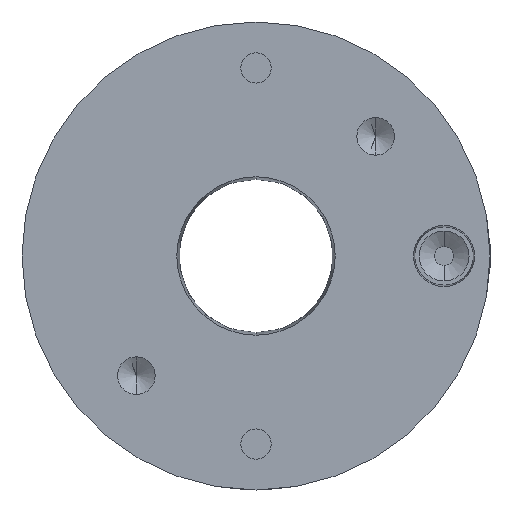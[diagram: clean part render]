
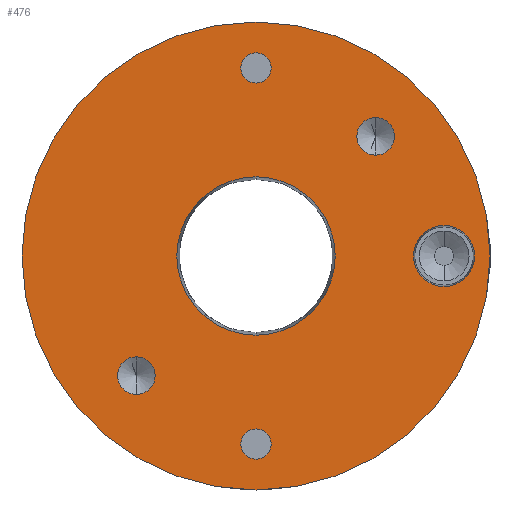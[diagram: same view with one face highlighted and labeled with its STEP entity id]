
A CAD part, front view. The second image highlights one B-rep face of the part: STEP entity #476.
In plain terms, the highlighted planar face has unit normal (0, -1, 0).
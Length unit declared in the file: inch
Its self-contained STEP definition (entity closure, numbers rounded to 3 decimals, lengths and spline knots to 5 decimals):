
#6 = DIRECTION ( 'NONE',  ( 0., -1., 0. ) ) ;
#29 = DIRECTION ( 'NONE',  ( 0., 0., -1. ) ) ;
#55 = CARTESIAN_POINT ( 'NONE',  ( 0.7955, -1.1875, 0.7955 ) ) ;
#111 = CARTESIAN_POINT ( 'NONE',  ( 0., -1.1875, 1.25 ) ) ;
#119 = DIRECTION ( 'NONE',  ( 0., -1., 0. ) ) ;
#170 = EDGE_CURVE ( 'NONE', #1146, #1612, #3689, .T. ) ;
#192 = CARTESIAN_POINT ( 'NONE',  ( 1.25, -1.1875, -0.2025 ) ) ;
#200 = AXIS2_PLACEMENT_3D ( 'NONE', #2193, #119, #3021 ) ;
#314 = ORIENTED_EDGE ( 'NONE', *, *, #4121, .F. ) ;
#331 = CARTESIAN_POINT ( 'NONE',  ( 0., -1.1875, -1.25 ) ) ;
#372 = DIRECTION ( 'NONE',  ( 0., 0., -1. ) ) ;
#399 = EDGE_CURVE ( 'NONE', #1612, #1146, #1976, .T. ) ;
#413 = VERTEX_POINT ( 'NONE', #2547 ) ;
#441 = AXIS2_PLACEMENT_3D ( 'NONE', #852, #2381, #4533 ) ;
#476 = ADVANCED_FACE ( 'NONE', ( #5014, #546, #975, #2931, #874, #2180, #4580 ), #893, .F. ) ;
#546 = FACE_BOUND ( 'NONE', #2944, .T. ) ;
#558 = DIRECTION ( 'NONE',  ( 0., 0., -1. ) ) ;
#633 = DIRECTION ( 'NONE',  ( 0., -1., 0. ) ) ;
#667 = EDGE_CURVE ( 'NONE', #4832, #4075, #3610, .T. ) ;
#769 = CARTESIAN_POINT ( 'NONE',  ( 0., -1.1875, 0. ) ) ;
#821 = DIRECTION ( 'NONE',  ( 0., -1., 0. ) ) ;
#823 = CARTESIAN_POINT ( 'NONE',  ( -0.7955, -1.1875, -0.7955 ) ) ;
#852 = CARTESIAN_POINT ( 'NONE',  ( 0., -1.1875, 1.25 ) ) ;
#863 = ORIENTED_EDGE ( 'NONE', *, *, #2110, .F. ) ;
#874 = FACE_BOUND ( 'NONE', #1428, .T. ) ;
#893 = PLANE ( 'NONE',  #2997 ) ;
#916 = DIRECTION ( 'NONE',  ( 0., -1., 0. ) ) ;
#917 = CIRCLE ( 'NONE', #1689, 1.5555 ) ;
#975 = FACE_BOUND ( 'NONE', #2282, .T. ) ;
#1020 = CARTESIAN_POINT ( 'NONE',  ( 0.7955, -1.1875, 0.7955 ) ) ;
#1025 = ORIENTED_EDGE ( 'NONE', *, *, #4584, .F. ) ;
#1028 = AXIS2_PLACEMENT_3D ( 'NONE', #55, #6, #5321 ) ;
#1105 = ORIENTED_EDGE ( 'NONE', *, *, #3816, .F. ) ;
#1140 = CARTESIAN_POINT ( 'NONE',  ( 0., -1.1875, -1.5555 ) ) ;
#1146 = VERTEX_POINT ( 'NONE', #1182 ) ;
#1182 = CARTESIAN_POINT ( 'NONE',  ( 0., -1.1875, 1.3505 ) ) ;
#1198 = ORIENTED_EDGE ( 'NONE', *, *, #5230, .F. ) ;
#1233 = AXIS2_PLACEMENT_3D ( 'NONE', #1020, #1429, #558 ) ;
#1259 = DIRECTION ( 'NONE',  ( 0., 0., -1. ) ) ;
#1296 = DIRECTION ( 'NONE',  ( 0., 0., -1. ) ) ;
#1308 = EDGE_CURVE ( 'NONE', #4819, #413, #1874, .T. ) ;
#1321 = DIRECTION ( 'NONE',  ( 0., -1., 0. ) ) ;
#1428 = EDGE_LOOP ( 'NONE', ( #314, #1198 ) ) ;
#1429 = DIRECTION ( 'NONE',  ( 0., -1., 0. ) ) ;
#1486 = ORIENTED_EDGE ( 'NONE', *, *, #667, .F. ) ;
#1575 = DIRECTION ( 'NONE',  ( 0., 0., 1. ) ) ;
#1577 = EDGE_LOOP ( 'NONE', ( #2864, #1486 ) ) ;
#1580 = CARTESIAN_POINT ( 'NONE',  ( 0., -1.1875, 0. ) ) ;
#1612 = VERTEX_POINT ( 'NONE', #2914 ) ;
#1616 = EDGE_CURVE ( 'NONE', #1755, #4472, #1965, .T. ) ;
#1631 = EDGE_CURVE ( 'NONE', #4075, #4832, #1707, .T. ) ;
#1689 = AXIS2_PLACEMENT_3D ( 'NONE', #1580, #5279, #2065 ) ;
#1707 = CIRCLE ( 'NONE', #4279, 0.5264 ) ;
#1748 = DIRECTION ( 'NONE',  ( 0., -1., 0. ) ) ;
#1755 = VERTEX_POINT ( 'NONE', #2374 ) ;
#1759 = CIRCLE ( 'NONE', #1850, 0.125 ) ;
#1773 = ORIENTED_EDGE ( 'NONE', *, *, #3022, .F. ) ;
#1816 = CARTESIAN_POINT ( 'NONE',  ( 0., -1.1875, 1.5555 ) ) ;
#1850 = AXIS2_PLACEMENT_3D ( 'NONE', #823, #4447, #3220 ) ;
#1869 = AXIS2_PLACEMENT_3D ( 'NONE', #2844, #4837, #372 ) ;
#1874 = CIRCLE ( 'NONE', #3490, 0.125 ) ;
#1939 = VERTEX_POINT ( 'NONE', #192 ) ;
#1944 = DIRECTION ( 'NONE',  ( 0., 1., 0. ) ) ;
#1959 = CARTESIAN_POINT ( 'NONE',  ( 0., -1.1875, -1.3505 ) ) ;
#1965 = CIRCLE ( 'NONE', #1028, 0.125 ) ;
#1976 = CIRCLE ( 'NONE', #441, 0.1005 ) ;
#2007 = ORIENTED_EDGE ( 'NONE', *, *, #5077, .F. ) ;
#2065 = DIRECTION ( 'NONE',  ( 0., 0., 1. ) ) ;
#2110 = EDGE_CURVE ( 'NONE', #3682, #3051, #2378, .T. ) ;
#2127 = ORIENTED_EDGE ( 'NONE', *, *, #1308, .F. ) ;
#2180 = FACE_BOUND ( 'NONE', #1577, .T. ) ;
#2193 = CARTESIAN_POINT ( 'NONE',  ( 1.25, -1.1875, 0. ) ) ;
#2207 = VERTEX_POINT ( 'NONE', #1959 ) ;
#2282 = EDGE_LOOP ( 'NONE', ( #2007, #1773 ) ) ;
#2337 = CIRCLE ( 'NONE', #1233, 0.125 ) ;
#2374 = CARTESIAN_POINT ( 'NONE',  ( 0.7955, -1.1875, 0.9205 ) ) ;
#2377 = CARTESIAN_POINT ( 'NONE',  ( 0., -1.1875, -0.5264 ) ) ;
#2378 = CIRCLE ( 'NONE', #2792, 1.5555 ) ;
#2381 = DIRECTION ( 'NONE',  ( 0., -1., 0. ) ) ;
#2392 = CIRCLE ( 'NONE', #4274, 0.2025 ) ;
#2547 = CARTESIAN_POINT ( 'NONE',  ( -0.7955, -1.1875, -0.6705 ) ) ;
#2585 = DIRECTION ( 'NONE',  ( 0., 0., -1. ) ) ;
#2599 = VERTEX_POINT ( 'NONE', #5005 ) ;
#2792 = AXIS2_PLACEMENT_3D ( 'NONE', #5273, #4887, #1575 ) ;
#2844 = CARTESIAN_POINT ( 'NONE',  ( 0., -1.1875, -1.25 ) ) ;
#2864 = ORIENTED_EDGE ( 'NONE', *, *, #1631, .F. ) ;
#2914 = CARTESIAN_POINT ( 'NONE',  ( 0., -1.1875, 1.1495 ) ) ;
#2931 = FACE_BOUND ( 'NONE', #4759, .T. ) ;
#2944 = EDGE_LOOP ( 'NONE', ( #2127, #3048 ) ) ;
#2977 = VERTEX_POINT ( 'NONE', #3213 ) ;
#2997 = AXIS2_PLACEMENT_3D ( 'NONE', #4362, #1944, #4792 ) ;
#3021 = DIRECTION ( 'NONE',  ( 0., 0., -1. ) ) ;
#3022 = EDGE_CURVE ( 'NONE', #2599, #1939, #3997, .T. ) ;
#3048 = ORIENTED_EDGE ( 'NONE', *, *, #4147, .F. ) ;
#3051 = VERTEX_POINT ( 'NONE', #1816 ) ;
#3213 = CARTESIAN_POINT ( 'NONE',  ( 0., -1.1875, -1.1495 ) ) ;
#3220 = DIRECTION ( 'NONE',  ( 0., 0., -1. ) ) ;
#3248 = DIRECTION ( 'NONE',  ( 0., -1., 0. ) ) ;
#3300 = CARTESIAN_POINT ( 'NONE',  ( -0.7955, -1.1875, -0.7955 ) ) ;
#3490 = AXIS2_PLACEMENT_3D ( 'NONE', #3300, #1748, #1296 ) ;
#3524 = AXIS2_PLACEMENT_3D ( 'NONE', #769, #821, #4087 ) ;
#3610 = CIRCLE ( 'NONE', #3524, 0.5264 ) ;
#3682 = VERTEX_POINT ( 'NONE', #1140 ) ;
#3689 = CIRCLE ( 'NONE', #5073, 0.1005 ) ;
#3816 = EDGE_CURVE ( 'NONE', #4472, #1755, #2337, .T. ) ;
#3868 = CARTESIAN_POINT ( 'NONE',  ( 0.7955, -1.1875, 0.6705 ) ) ;
#3914 = CIRCLE ( 'NONE', #4599, 0.1005 ) ;
#3951 = ORIENTED_EDGE ( 'NONE', *, *, #399, .F. ) ;
#3997 = CIRCLE ( 'NONE', #200, 0.2025 ) ;
#4075 = VERTEX_POINT ( 'NONE', #2377 ) ;
#4087 = DIRECTION ( 'NONE',  ( 0., 0., -1. ) ) ;
#4121 = EDGE_CURVE ( 'NONE', #2207, #2977, #3914, .T. ) ;
#4147 = EDGE_CURVE ( 'NONE', #413, #4819, #1759, .T. ) ;
#4183 = CIRCLE ( 'NONE', #1869, 0.1005 ) ;
#4274 = AXIS2_PLACEMENT_3D ( 'NONE', #4308, #633, #4606 ) ;
#4279 = AXIS2_PLACEMENT_3D ( 'NONE', #4598, #916, #29 ) ;
#4308 = CARTESIAN_POINT ( 'NONE',  ( 1.25, -1.1875, 0. ) ) ;
#4317 = EDGE_LOOP ( 'NONE', ( #1105, #4906 ) ) ;
#4362 = CARTESIAN_POINT ( 'NONE',  ( 1.5555, -1.1875, 0. ) ) ;
#4447 = DIRECTION ( 'NONE',  ( 0., -1., 0. ) ) ;
#4472 = VERTEX_POINT ( 'NONE', #3868 ) ;
#4520 = EDGE_LOOP ( 'NONE', ( #1025, #863 ) ) ;
#4533 = DIRECTION ( 'NONE',  ( 0., 0., -1. ) ) ;
#4580 = FACE_OUTER_BOUND ( 'NONE', #4520, .T. ) ;
#4584 = EDGE_CURVE ( 'NONE', #3051, #3682, #917, .T. ) ;
#4598 = CARTESIAN_POINT ( 'NONE',  ( 0., -1.1875, 0. ) ) ;
#4599 = AXIS2_PLACEMENT_3D ( 'NONE', #331, #3248, #1259 ) ;
#4606 = DIRECTION ( 'NONE',  ( 0., 0., -1. ) ) ;
#4733 = CARTESIAN_POINT ( 'NONE',  ( 0., -1.1875, 0.5264 ) ) ;
#4759 = EDGE_LOOP ( 'NONE', ( #3951, #4857 ) ) ;
#4792 = DIRECTION ( 'NONE',  ( 0., 0., 1. ) ) ;
#4819 = VERTEX_POINT ( 'NONE', #5147 ) ;
#4832 = VERTEX_POINT ( 'NONE', #4733 ) ;
#4837 = DIRECTION ( 'NONE',  ( 0., -1., 0. ) ) ;
#4857 = ORIENTED_EDGE ( 'NONE', *, *, #170, .F. ) ;
#4887 = DIRECTION ( 'NONE',  ( 0., 1., 0. ) ) ;
#4906 = ORIENTED_EDGE ( 'NONE', *, *, #1616, .F. ) ;
#5005 = CARTESIAN_POINT ( 'NONE',  ( 1.25, -1.1875, 0.2025 ) ) ;
#5014 = FACE_BOUND ( 'NONE', #4317, .T. ) ;
#5073 = AXIS2_PLACEMENT_3D ( 'NONE', #111, #1321, #2585 ) ;
#5077 = EDGE_CURVE ( 'NONE', #1939, #2599, #2392, .T. ) ;
#5147 = CARTESIAN_POINT ( 'NONE',  ( -0.7955, -1.1875, -0.9205 ) ) ;
#5230 = EDGE_CURVE ( 'NONE', #2977, #2207, #4183, .T. ) ;
#5273 = CARTESIAN_POINT ( 'NONE',  ( 0., -1.1875, 0. ) ) ;
#5279 = DIRECTION ( 'NONE',  ( 0., 1., 0. ) ) ;
#5321 = DIRECTION ( 'NONE',  ( 0., 0., -1. ) ) ;
